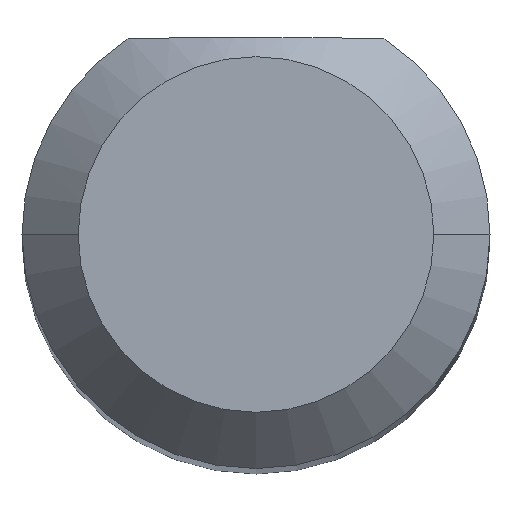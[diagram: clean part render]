
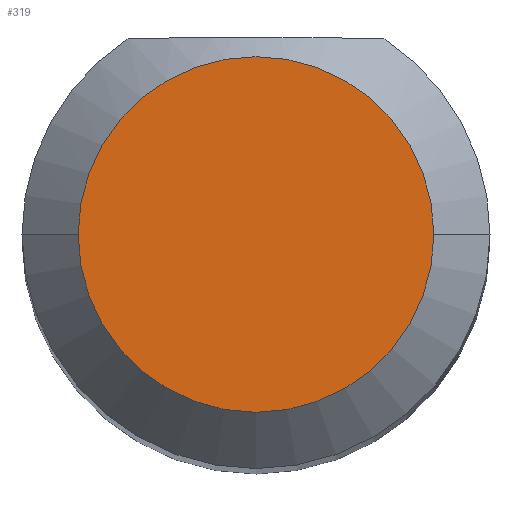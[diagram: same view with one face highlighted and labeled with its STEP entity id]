
A CAD part, top view. The second image highlights one B-rep face of the part: STEP entity #319.
In plain terms, the highlighted planar face has unit normal (0, 0, 1).
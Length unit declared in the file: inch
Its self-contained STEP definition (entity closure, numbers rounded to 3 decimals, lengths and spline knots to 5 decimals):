
#5 = DIRECTION ( 'NONE',  ( 1., 0., 0. ) ) ;
#92 = EDGE_CURVE ( 'NONE', #224, #650, #138, .T. ) ;
#138 = CIRCLE ( 'NONE', #796, 0.0475 ) ;
#224 = VERTEX_POINT ( 'NONE', #808 ) ;
#279 = CIRCLE ( 'NONE', #501, 0.0475 ) ;
#285 = DIRECTION ( 'NONE',  ( 1., 0., 0. ) ) ;
#291 = DIRECTION ( 'NONE',  ( 0., 0., 1. ) ) ;
#308 = ORIENTED_EDGE ( 'NONE', *, *, #360, .T. ) ;
#319 = ADVANCED_FACE ( 'NONE', ( #1050 ), #542, .T. ) ;
#360 = EDGE_CURVE ( 'NONE', #650, #224, #279, .T. ) ;
#439 = DIRECTION ( 'NONE',  ( 0., 0., 1. ) ) ;
#501 = AXIS2_PLACEMENT_3D ( 'NONE', #683, #439, #863 ) ;
#542 = PLANE ( 'NONE',  #725 ) ;
#575 = ORIENTED_EDGE ( 'NONE', *, *, #92, .T. ) ;
#650 = VERTEX_POINT ( 'NONE', #759 ) ;
#683 = CARTESIAN_POINT ( 'NONE',  ( 0., 0., 1.5 ) ) ;
#725 = AXIS2_PLACEMENT_3D ( 'NONE', #959, #291, #285 ) ;
#759 = CARTESIAN_POINT ( 'NONE',  ( -0.0475, 0., 1.5 ) ) ;
#777 = CARTESIAN_POINT ( 'NONE',  ( 0., 0., 1.5 ) ) ;
#796 = AXIS2_PLACEMENT_3D ( 'NONE', #777, #868, #5 ) ;
#808 = CARTESIAN_POINT ( 'NONE',  ( 0.0475, 0., 1.5 ) ) ;
#816 = EDGE_LOOP ( 'NONE', ( #308, #575 ) ) ;
#863 = DIRECTION ( 'NONE',  ( 1., 0., 0. ) ) ;
#868 = DIRECTION ( 'NONE',  ( 0., 0., 1. ) ) ;
#959 = CARTESIAN_POINT ( 'NONE',  ( 0., 0., 1.5 ) ) ;
#1050 = FACE_OUTER_BOUND ( 'NONE', #816, .T. ) ;
